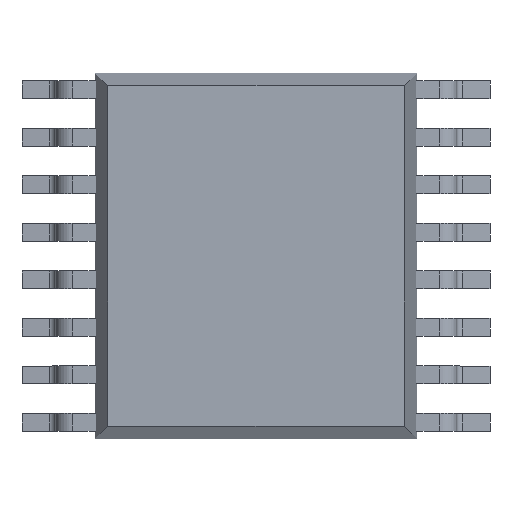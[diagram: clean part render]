
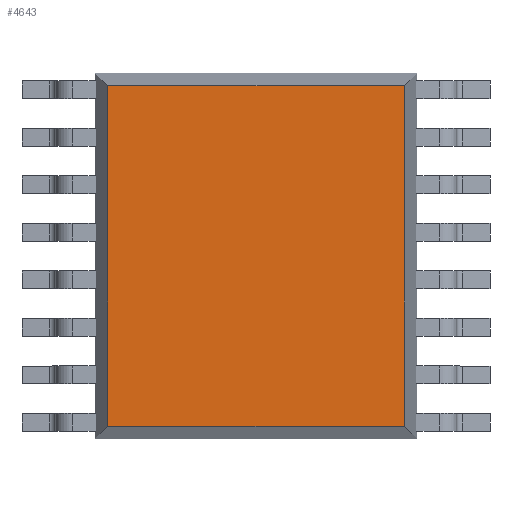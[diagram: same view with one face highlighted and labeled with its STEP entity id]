
A CAD part, top view. The second image highlights one B-rep face of the part: STEP entity #4643.
In plain terms, the highlighted planar face has unit normal (0, 0, 1).
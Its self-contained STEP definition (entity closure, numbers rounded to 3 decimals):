
#100 = FACE_OUTER_BOUND ( 'NONE', #4637, .T. ) ;
#101 = DIRECTION ( 'NONE',  ( -1., 0., 0. ) ) ;
#102 = VECTOR ( 'NONE', #101, 1000. ) ;
#103 = CARTESIAN_POINT ( 'NONE',  ( 0., -2.33, 2. ) ) ;
#104 = LINE ( 'NONE', #103, #102 ) ;
#106 = CARTESIAN_POINT ( 'NONE',  ( 2.03, -2.33, 2. ) ) ;
#107 = DIRECTION ( 'NONE',  ( 0., -1., 0. ) ) ;
#108 = VECTOR ( 'NONE', #107, 1000. ) ;
#109 = CARTESIAN_POINT ( 'NONE',  ( 2.03, 0., 2. ) ) ;
#110 = LINE ( 'NONE', #109, #108 ) ;
#111 = CARTESIAN_POINT ( 'NONE',  ( 2.03, 2.33, 2. ) ) ;
#112 = DIRECTION ( 'NONE',  ( 1., 0., 0. ) ) ;
#113 = VECTOR ( 'NONE', #112, 1000. ) ;
#114 = CARTESIAN_POINT ( 'NONE',  ( 0., 2.33, 2. ) ) ;
#115 = LINE ( 'NONE', #114, #113 ) ;
#179 = CARTESIAN_POINT ( 'NONE',  ( -2.03, 2.33, 2. ) ) ;
#180 = DIRECTION ( 'NONE',  ( 0., 1., 0. ) ) ;
#181 = VECTOR ( 'NONE', #180, 1000. ) ;
#182 = CARTESIAN_POINT ( 'NONE',  ( -2.03, 0., 2. ) ) ;
#183 = LINE ( 'NONE', #182, #181 ) ;
#184 = CARTESIAN_POINT ( 'NONE',  ( -2.03, -2.33, 2. ) ) ;
#204 = DIRECTION ( 'NONE',  ( 1., 0., 0. ) ) ;
#205 = DIRECTION ( 'NONE',  ( 0., 0., -1. ) ) ;
#206 = CARTESIAN_POINT ( 'NONE',  ( -2.111, 2.423, 2. ) ) ;
#207 = AXIS2_PLACEMENT_3D ( 'NONE', #206, #205, #204 ) ;
#208 = PLANE ( 'NONE',  #207 ) ;
#4590 = ORIENTED_EDGE ( 'NONE', *, *, #4673, .F. ) ;
#4591 = ORIENTED_EDGE ( 'NONE', *, *, #4642, .F. ) ;
#4626 = EDGE_CURVE ( 'NONE', #4674, #4627, #115, .T. ) ;
#4627 = VERTEX_POINT ( 'NONE', #111 ) ;
#4634 = EDGE_CURVE ( 'NONE', #4627, #4635, #110, .T. ) ;
#4635 = VERTEX_POINT ( 'NONE', #106 ) ;
#4637 = EDGE_LOOP ( 'NONE', ( #4638, #4639, #4590, #4591 ) ) ;
#4638 = ORIENTED_EDGE ( 'NONE', *, *, #4634, .F. ) ;
#4639 = ORIENTED_EDGE ( 'NONE', *, *, #4626, .F. ) ;
#4642 = EDGE_CURVE ( 'NONE', #4635, #4671, #104, .T. ) ;
#4643 = ADVANCED_FACE ( 'NONE', ( #100 ), #208, .F. ) ;
#4671 = VERTEX_POINT ( 'NONE', #184 ) ;
#4673 = EDGE_CURVE ( 'NONE', #4671, #4674, #183, .T. ) ;
#4674 = VERTEX_POINT ( 'NONE', #179 ) ;
